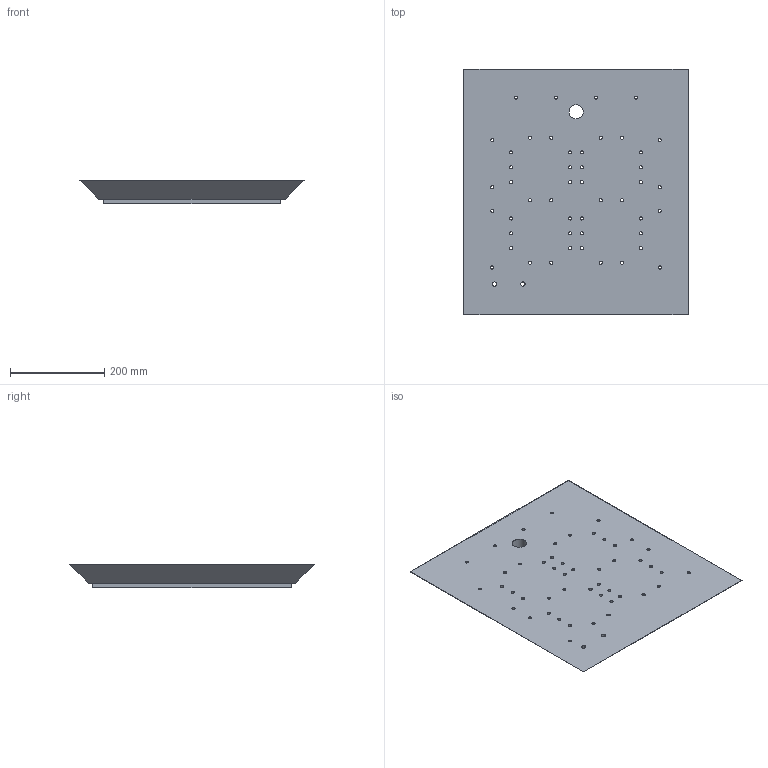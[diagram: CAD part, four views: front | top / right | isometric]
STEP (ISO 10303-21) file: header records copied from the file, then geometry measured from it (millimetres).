
FILE_DESCRIPTION(('FreeCAD Model'),'2;1');
FILE_NAME('Open CASCADE Shape Model','2024-10-15T08:22:41',(''),(''), 'Open CASCADE STEP processor 7.6','FreeCAD','Unknown');
FILE_SCHEMA(('CONFIG_CONTROL_DESIGN','SHAPE_APPEARANCE_LAYER_MIM'));
Length unit declared in the file: millimetre
Products named in the file (4): BoxTop; BoxOuterSkinTop; BoxInnerSkinTop; BoxFoamCoreTop
Assembly tree (3 placements, depth 2):
  BoxTop
    BoxOuterSkinTop
    BoxInnerSkinTop
    BoxFoamCoreTop
Bounding box: 475 x 520 x 50 mm (x, y, z)
Volume: 9822013 mm3; surface area: 1388146.6 mm2
Topology: 3 solids, 3 shells, 180 faces, 519 edges, 346 vertices
Faces by surface type: cylinder 153, plane 27
Full cylindrical faces by diameter (mm): 6.7 x144, 9 x6, 30 x3
Entity records: 6872 total; most frequent: DIRECTION 1193, CARTESIAN_POINT 1049, ORIENTED_EDGE 1038, EDGE_CURVE 519, AXIS2_PLACEMENT_3D 490, FACE_BOUND 487, EDGE_LOOP 487, VERTEX_POINT 346
